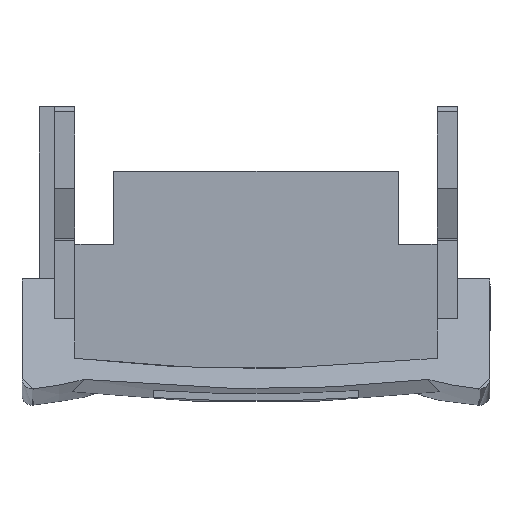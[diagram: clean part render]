
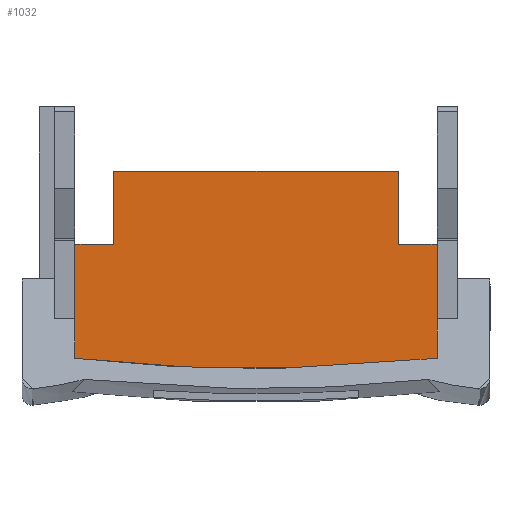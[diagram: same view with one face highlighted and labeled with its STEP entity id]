
A CAD part, top view. The second image highlights one B-rep face of the part: STEP entity #1032.
In plain terms, the highlighted planar face has unit normal (0, 0, 1).
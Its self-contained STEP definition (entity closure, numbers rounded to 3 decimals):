
#758=EDGE_CURVE('',#1196,#874,#2230,.T.);
#776=VERTEX_POINT('',#2250);
#782=VERTEX_POINT('',#2257);
#874=VERTEX_POINT('',#2356);
#886=VERTEX_POINT('',#2368);
#926=EDGE_CURVE('',#874,#776,#2411,.T.);
#964=EDGE_CURVE('',#2120,#1834,#2452,.T.);
#1032=ADVANCED_FACE('',(#2522),#2523,.T.);
#1074=EDGE_CURVE('',#1516,#1196,#2568,.T.);
#1196=VERTEX_POINT('',#2700);
#1260=EDGE_CURVE('',#886,#2120,#2770,.T.);
#1326=EDGE_CURVE('',#1834,#1516,#2844,.T.);
#1516=VERTEX_POINT('',#3052);
#1686=EDGE_CURVE('',#776,#1888,#3240,.T.);
#1834=VERTEX_POINT('',#3405);
#1888=VERTEX_POINT('',#3462);
#1910=EDGE_CURVE('',#2104,#782,#3484,.T.);
#1914=EDGE_CURVE('',#1888,#2104,#3488,.T.);
#2104=VERTEX_POINT('',#3696);
#2120=VERTEX_POINT('',#3715);
#2186=EDGE_CURVE('',#886,#782,#3786,.T.);
#2230=LINE('',#3826,#3827);
#2250=CARTESIAN_POINT('',(14.0,11.181,39.3));
#2257=CARTESIAN_POINT('',(17.8,-7.195,39.3));
#2356=CARTESIAN_POINT('',(-14.0,11.181,39.3));
#2368=CARTESIAN_POINT('',(-17.8,-7.195,39.3));
#2411=LINE('',#4078,#4079);
#2452=CIRCLE('',#4137,151.323);
#2522=FACE_OUTER_BOUND('',#4241,.T.);
#2523=PLANE('',#4242);
#2568=LINE('',#4305,#4306);
#2700=CARTESIAN_POINT('',(-14.0,4.011,39.3));
#2770=LINE('',#4714,#4715);
#2844=LINE('',#4854,#4855);
#3052=CARTESIAN_POINT('',(-17.8,4.011,39.3));
#3240=LINE('',#5508,#5509);
#3405=CARTESIAN_POINT('',(-17.8,-7.172,39.3));
#3462=CARTESIAN_POINT('',(14.0,4.011,39.3));
#3484=LINE('',#5923,#5924);
#3488=LINE('',#5935,#5936);
#3696=CARTESIAN_POINT('',(17.8,4.011,39.3));
#3715=CARTESIAN_POINT('',(-17.8,-7.172,39.3));
#3786=CIRCLE('',#6408,155.);
#3826=CARTESIAN_POINT('',(-14.0,11.181,39.3));
#3827=VECTOR('',#6446,1.0);
#4078=CARTESIAN_POINT('',(14.0,11.181,39.3));
#4079=VECTOR('',#6634,1.0);
#4137=AXIS2_PLACEMENT_3D('',#6669,#6670,#6671);
#4241=EDGE_LOOP('',(#6716,#6717,#6718,#6719,#6720,#6721,#6722,#6723,#6724,#6725));
#4242=AXIS2_PLACEMENT_3D('',#6726,#6727,#6728);
#4305=CARTESIAN_POINT('',(-14.0,4.011,39.3));
#4306=VECTOR('',#6765,1.0);
#4714=CARTESIAN_POINT('',(-17.8,-7.195,39.3));
#4715=VECTOR('',#6975,1.0);
#4854=CARTESIAN_POINT('',(-17.8,294.563,39.3));
#4855=VECTOR('',#7073,1.0);
#5508=CARTESIAN_POINT('',(14.0,4.011,39.3));
#5509=VECTOR('',#7517,1.0);
#5923=CARTESIAN_POINT('',(17.8,4.0,39.3));
#5924=VECTOR('',#7756,1.0);
#5935=CARTESIAN_POINT('',(19.8,4.011,39.3));
#5936=VECTOR('',#7757,1.0);
#6408=AXIS2_PLACEMENT_3D('',#8144,#8145,#8146);
#6446=DIRECTION('',(0.0,1.0,0.0));
#6634=DIRECTION('',(1.0,0.0,0.0));
#6669=CARTESIAN_POINT('',(0.0,143.1,39.3));
#6670=DIRECTION('',(-0.0,0.0,-1.0));
#6671=DIRECTION('',(-0.132,-0.991,0.0));
#6716=ORIENTED_EDGE('',*,*,#1910,.F.);
#6717=ORIENTED_EDGE('',*,*,#1914,.F.);
#6718=ORIENTED_EDGE('',*,*,#1686,.F.);
#6719=ORIENTED_EDGE('',*,*,#926,.F.);
#6720=ORIENTED_EDGE('',*,*,#758,.F.);
#6721=ORIENTED_EDGE('',*,*,#1074,.F.);
#6722=ORIENTED_EDGE('',*,*,#1326,.F.);
#6723=ORIENTED_EDGE('',*,*,#964,.F.);
#6724=ORIENTED_EDGE('',*,*,#1260,.F.);
#6725=ORIENTED_EDGE('',*,*,#2186,.T.);
#6726=CARTESIAN_POINT('',(0.,1.125,39.3));
#6727=DIRECTION('',(0.0,0.0,1.0));
#6728=DIRECTION('',(1.0,0.0,0.0));
#6765=DIRECTION('',(1.0,0.0,0.0));
#6975=DIRECTION('',(0.,1.,0.0));
#7073=DIRECTION('',(0.0,1.0,0.0));
#7517=DIRECTION('',(-0.0,-1.0,-0.0));
#7756=DIRECTION('',(0.0,-1.0,0.0));
#7757=DIRECTION('',(1.0,0.0,0.0));
#8144=CARTESIAN_POINT('',(0.,146.78,39.3));
#8145=DIRECTION('',(0.0,0.0,1.0));
#8146=DIRECTION('',(-0.115,-0.993,0.0));
